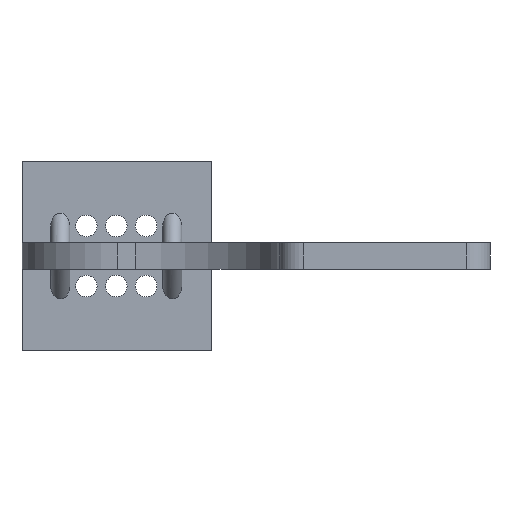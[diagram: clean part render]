
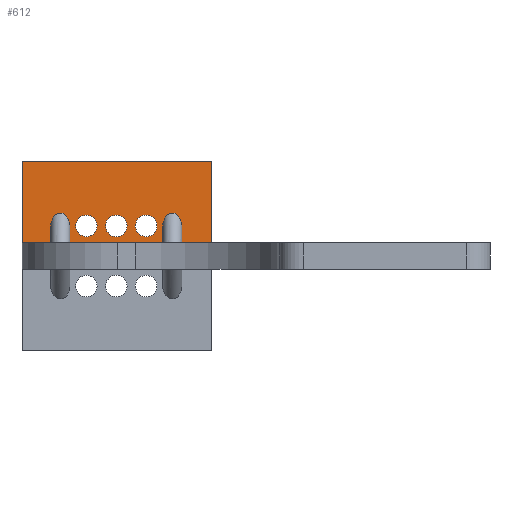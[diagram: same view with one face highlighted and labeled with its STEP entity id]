
A CAD part, left-side view. The second image highlights one B-rep face of the part: STEP entity #612.
In plain terms, the highlighted planar face has unit normal (-1, 0, 0).
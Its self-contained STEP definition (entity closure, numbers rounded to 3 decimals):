
#40 = VERTEX_POINT('',#41);
#41 = CARTESIAN_POINT('',(84.85,36.274,1.19));
#47 = EDGE_CURVE('',#40,#48,#50,.T.);
#48 = VERTEX_POINT('',#49);
#49 = CARTESIAN_POINT('',(84.85,36.274,18.14));
#50 = LINE('',#51,#52);
#51 = CARTESIAN_POINT('',(84.85,36.274,-21.26));
#52 = VECTOR('',#53,1.);
#53 = DIRECTION('',(0.,0.,1.));
#263 = EDGE_CURVE('',#264,#264,#266,.T.);
#264 = VERTEX_POINT('',#265);
#265 = CARTESIAN_POINT('',(84.85,60.11,4.735));
#266 = CIRCLE('',#267,2.25);
#267 = AXIS2_PLACEMENT_3D('',#268,#269,#270);
#268 = CARTESIAN_POINT('',(84.85,62.36,4.735));
#269 = DIRECTION('',(-1.,0.,0.));
#270 = DIRECTION('',(0.,-1.,0.));
#313 = EDGE_CURVE('',#314,#314,#316,.T.);
#314 = VERTEX_POINT('',#315);
#315 = CARTESIAN_POINT('',(84.85,53.86,4.73));
#316 = CIRCLE('',#317,2.25);
#317 = AXIS2_PLACEMENT_3D('',#318,#319,#320);
#318 = CARTESIAN_POINT('',(84.85,56.11,4.73));
#319 = DIRECTION('',(-1.,0.,0.));
#320 = DIRECTION('',(0.,-1.,0.));
#338 = EDGE_CURVE('',#339,#339,#341,.T.);
#339 = VERTEX_POINT('',#340);
#340 = CARTESIAN_POINT('',(84.85,47.61,4.735));
#341 = CIRCLE('',#342,2.25);
#342 = AXIS2_PLACEMENT_3D('',#343,#344,#345);
#343 = CARTESIAN_POINT('',(84.85,49.86,4.735));
#344 = DIRECTION('',(-1.,0.,0.));
#345 = DIRECTION('',(0.,-1.,0.));
#391 = VERTEX_POINT('',#392);
#392 = CARTESIAN_POINT('',(84.85,75.81,18.14));
#398 = EDGE_CURVE('',#391,#48,#399,.T.);
#399 = LINE('',#400,#401);
#400 = CARTESIAN_POINT('',(84.85,75.81,18.14));
#401 = VECTOR('',#402,1.);
#402 = DIRECTION('',(0.,-1.,0.));
#463 = VERTEX_POINT('',#464);
#464 = CARTESIAN_POINT('',(84.85,75.81,1.19));
#470 = EDGE_CURVE('',#463,#391,#471,.T.);
#471 = LINE('',#472,#473);
#472 = CARTESIAN_POINT('',(84.85,75.81,-0.41));
#473 = VECTOR('',#474,1.);
#474 = DIRECTION('',(0.,0.,1.));
#612 = ADVANCED_FACE('',(#613,#624,#635,#646,#649,#652),#655,.T.);
#613 = FACE_BOUND('',#614,.T.);
#614 = EDGE_LOOP('',(#615,#616,#617,#623));
#615 = ORIENTED_EDGE('',*,*,#398,.F.);
#616 = ORIENTED_EDGE('',*,*,#470,.F.);
#617 = ORIENTED_EDGE('',*,*,#618,.T.);
#618 = EDGE_CURVE('',#463,#40,#619,.T.);
#619 = LINE('',#620,#621);
#620 = CARTESIAN_POINT('',(84.85,75.81,1.19));
#621 = VECTOR('',#622,1.);
#622 = DIRECTION('',(0.,-1.,0.));
#623 = ORIENTED_EDGE('',*,*,#47,.T.);
#624 = FACE_BOUND('',#625,.T.);
#625 = EDGE_LOOP('',(#626));
#626 = ORIENTED_EDGE('',*,*,#627,.F.);
#627 = EDGE_CURVE('',#628,#628,#630,.T.);
#628 = VERTEX_POINT('',#629);
#629 = CARTESIAN_POINT('',(84.85,42.41,4.59));
#630 = ELLIPSE('',#631,2.828,2.);
#631 = AXIS2_PLACEMENT_3D('',#632,#633,#634);
#632 = CARTESIAN_POINT('',(84.85,44.41,4.59));
#633 = DIRECTION('',(-1.,0.,0.));
#634 = DIRECTION('',(0.,0.,-1.));
#635 = FACE_BOUND('',#636,.T.);
#636 = EDGE_LOOP('',(#637));
#637 = ORIENTED_EDGE('',*,*,#638,.F.);
#638 = EDGE_CURVE('',#639,#639,#641,.T.);
#639 = VERTEX_POINT('',#640);
#640 = CARTESIAN_POINT('',(84.85,65.81,4.59));
#641 = ELLIPSE('',#642,2.828,2.);
#642 = AXIS2_PLACEMENT_3D('',#643,#644,#645);
#643 = CARTESIAN_POINT('',(84.85,67.81,4.59));
#644 = DIRECTION('',(-1.,0.,0.));
#645 = DIRECTION('',(0.,0.,-1.));
#646 = FACE_BOUND('',#647,.T.);
#647 = EDGE_LOOP('',(#648));
#648 = ORIENTED_EDGE('',*,*,#263,.F.);
#649 = FACE_BOUND('',#650,.T.);
#650 = EDGE_LOOP('',(#651));
#651 = ORIENTED_EDGE('',*,*,#338,.F.);
#652 = FACE_BOUND('',#653,.T.);
#653 = EDGE_LOOP('',(#654));
#654 = ORIENTED_EDGE('',*,*,#313,.F.);
#655 = PLANE('',#656);
#656 = AXIS2_PLACEMENT_3D('',#657,#658,#659);
#657 = CARTESIAN_POINT('',(84.85,56.042,9.665));
#658 = DIRECTION('',(-1.,0.,0.));
#659 = DIRECTION('',(0.,-1.,0.));
